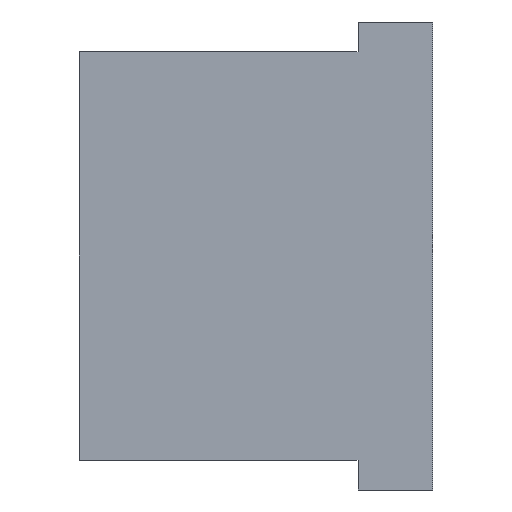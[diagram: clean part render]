
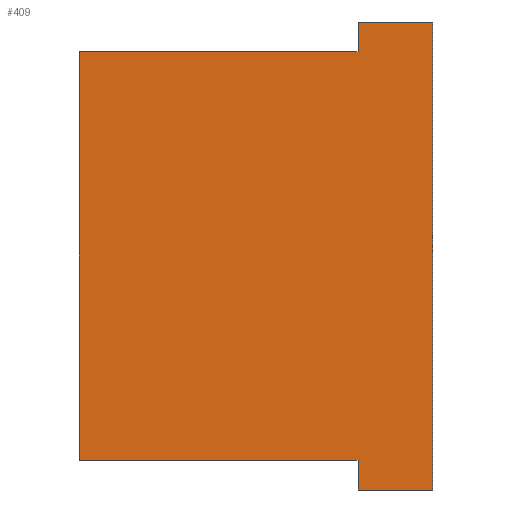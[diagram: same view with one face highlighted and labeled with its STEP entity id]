
A CAD part, left-side view. The second image highlights one B-rep face of the part: STEP entity #409.
In plain terms, the highlighted planar face has unit normal (-1, 0, 0).
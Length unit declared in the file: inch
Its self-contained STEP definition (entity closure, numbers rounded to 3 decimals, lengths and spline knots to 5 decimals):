
#3 = EDGE_CURVE ( 'NONE', #324, #59, #400, .T. ) ;
#12 = VERTEX_POINT ( 'NONE', #72 ) ;
#13 = LINE ( 'NONE', #16, #469 ) ;
#15 = FACE_OUTER_BOUND ( 'NONE', #325, .T. ) ;
#16 = CARTESIAN_POINT ( 'NONE',  ( -0.49213, 0., 0.3125 ) ) ;
#21 = CARTESIAN_POINT ( 'NONE',  ( -0.49213, 0., 0.3125 ) ) ;
#25 = ORIENTED_EDGE ( 'NONE', *, *, #43, .F. ) ;
#34 = LINE ( 'NONE', #370, #312 ) ;
#43 = EDGE_CURVE ( 'NONE', #212, #324, #136, .T. ) ;
#45 = CARTESIAN_POINT ( 'NONE',  ( -0.49213, 0., -0.3125 ) ) ;
#57 = CARTESIAN_POINT ( 'NONE',  ( -0.49213, 0.47244, -0.273 ) ) ;
#58 = EDGE_CURVE ( 'NONE', #253, #301, #90, .T. ) ;
#59 = VERTEX_POINT ( 'NONE', #57 ) ;
#62 = LINE ( 'NONE', #303, #377 ) ;
#64 = VECTOR ( 'NONE', #158, 39.37008 ) ;
#72 = CARTESIAN_POINT ( 'NONE',  ( -0.49213, 0.1, 0.3125 ) ) ;
#76 = CARTESIAN_POINT ( 'NONE',  ( -0.49213, 0.1, -0.3125 ) ) ;
#84 = ORIENTED_EDGE ( 'NONE', *, *, #337, .F. ) ;
#86 = CARTESIAN_POINT ( 'NONE',  ( -0.49213, 0., 0. ) ) ;
#90 = LINE ( 'NONE', #166, #64 ) ;
#93 = EDGE_CURVE ( 'NONE', #12, #445, #13, .T. ) ;
#98 = CARTESIAN_POINT ( 'NONE',  ( -0.49213, 0.47244, -0.273 ) ) ;
#104 = CARTESIAN_POINT ( 'NONE',  ( -0.49213, 0.1, 0.273 ) ) ;
#105 = VERTEX_POINT ( 'NONE', #276 ) ;
#108 = CARTESIAN_POINT ( 'NONE',  ( -0.49213, 0.47244, 0.273 ) ) ;
#114 = CARTESIAN_POINT ( 'NONE',  ( -0.49213, 0.47244, 0.273 ) ) ;
#115 = VECTOR ( 'NONE', #391, 39.37008 ) ;
#118 = LINE ( 'NONE', #45, #115 ) ;
#131 = ORIENTED_EDGE ( 'NONE', *, *, #3, .F. ) ;
#136 = LINE ( 'NONE', #191, #396 ) ;
#142 = DIRECTION ( 'NONE',  ( 0., 0., 1. ) ) ;
#151 = ORIENTED_EDGE ( 'NONE', *, *, #58, .F. ) ;
#158 = DIRECTION ( 'NONE',  ( 0., -1., 0. ) ) ;
#166 = CARTESIAN_POINT ( 'NONE',  ( -0.49213, 0.1, 0.273 ) ) ;
#174 = DIRECTION ( 'NONE',  ( 0., 1., 0. ) ) ;
#189 = EDGE_CURVE ( 'NONE', #301, #12, #34, .T. ) ;
#191 = CARTESIAN_POINT ( 'NONE',  ( -0.49213, 0.1, -0.273 ) ) ;
#202 = DIRECTION ( 'NONE',  ( 0., 0., 1. ) ) ;
#212 = VERTEX_POINT ( 'NONE', #76 ) ;
#216 = EDGE_CURVE ( 'NONE', #59, #253, #259, .T. ) ;
#227 = CARTESIAN_POINT ( 'NONE',  ( -0.49213, 0.1, -0.273 ) ) ;
#253 = VERTEX_POINT ( 'NONE', #108 ) ;
#256 = VECTOR ( 'NONE', #174, 39.37008 ) ;
#259 = LINE ( 'NONE', #114, #321 ) ;
#267 = DIRECTION ( 'NONE',  ( 0., 1., 0. ) ) ;
#276 = CARTESIAN_POINT ( 'NONE',  ( -0.49213, 0., -0.3125 ) ) ;
#277 = DIRECTION ( 'NONE',  ( -1., 0., 0. ) ) ;
#301 = VERTEX_POINT ( 'NONE', #104 ) ;
#303 = CARTESIAN_POINT ( 'NONE',  ( -0.49213, 0.1, -0.3125 ) ) ;
#304 = ORIENTED_EDGE ( 'NONE', *, *, #93, .F. ) ;
#312 = VECTOR ( 'NONE', #444, 39.37008 ) ;
#314 = PLANE ( 'NONE',  #343 ) ;
#321 = VECTOR ( 'NONE', #142, 39.37008 ) ;
#324 = VERTEX_POINT ( 'NONE', #227 ) ;
#325 = EDGE_LOOP ( 'NONE', ( #151, #383, #131, #25, #334, #84, #304, #417 ) ) ;
#334 = ORIENTED_EDGE ( 'NONE', *, *, #405, .F. ) ;
#337 = EDGE_CURVE ( 'NONE', #445, #105, #118, .T. ) ;
#343 = AXIS2_PLACEMENT_3D ( 'NONE', #86, #277, #202 ) ;
#351 = DIRECTION ( 'NONE',  ( 0., -1., 0. ) ) ;
#370 = CARTESIAN_POINT ( 'NONE',  ( -0.49213, 0.1, 0.3125 ) ) ;
#377 = VECTOR ( 'NONE', #267, 39.37008 ) ;
#383 = ORIENTED_EDGE ( 'NONE', *, *, #216, .F. ) ;
#391 = DIRECTION ( 'NONE',  ( 0., 0., -1. ) ) ;
#396 = VECTOR ( 'NONE', #479, 39.37008 ) ;
#400 = LINE ( 'NONE', #98, #256 ) ;
#405 = EDGE_CURVE ( 'NONE', #105, #212, #62, .T. ) ;
#409 = ADVANCED_FACE ( 'NONE', ( #15 ), #314, .T. ) ;
#417 = ORIENTED_EDGE ( 'NONE', *, *, #189, .F. ) ;
#444 = DIRECTION ( 'NONE',  ( 0., 0., 1. ) ) ;
#445 = VERTEX_POINT ( 'NONE', #21 ) ;
#469 = VECTOR ( 'NONE', #351, 39.37008 ) ;
#479 = DIRECTION ( 'NONE',  ( 0., 0., 1. ) ) ;
